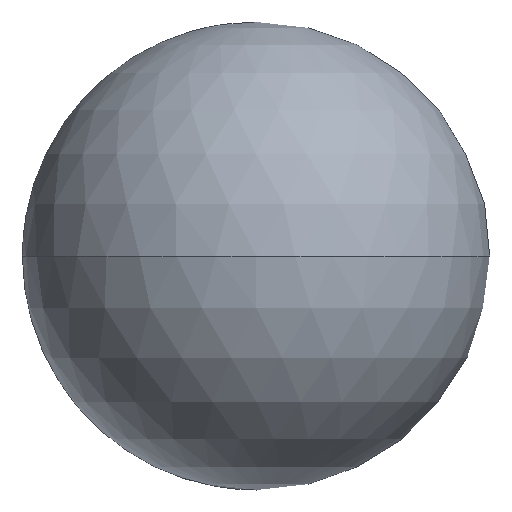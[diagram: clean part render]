
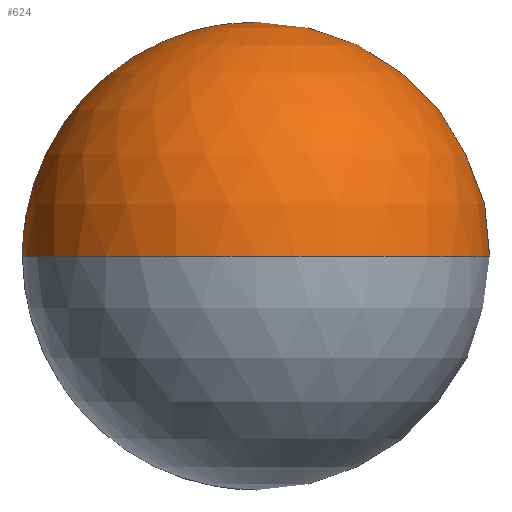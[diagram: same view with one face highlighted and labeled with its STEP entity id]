
A CAD part, left-side view. The second image highlights one B-rep face of the part: STEP entity #624.
In plain terms, the highlighted spherical face has radius 25 mm.
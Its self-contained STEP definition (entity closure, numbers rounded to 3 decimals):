
#16 = ORIENTED_EDGE ( 'NONE', *, *, #164, .T. ) ;
#17 = EDGE_CURVE ( 'NONE', #265, #214, #170, .T. ) ;
#35 = CIRCLE ( 'NONE', #596, 11.874 ) ;
#36 = EDGE_CURVE ( 'NONE', #265, #137, #35, .T. ) ;
#98 = ORIENTED_EDGE ( 'NONE', *, *, #17, .F. ) ;
#117 = ORIENTED_EDGE ( 'NONE', *, *, #36, .T. ) ;
#137 = VERTEX_POINT ( 'NONE', #537 ) ;
#164 = EDGE_CURVE ( 'NONE', #137, #214, #688, .T. ) ;
#169 = DIRECTION ( 'NONE',  ( 0., 0., -1. ) ) ;
#170 = CIRCLE ( 'NONE', #450, 25. ) ;
#199 = DIRECTION ( 'NONE',  ( -1., 0., 0. ) ) ;
#214 = VERTEX_POINT ( 'NONE', #433 ) ;
#232 = SPHERICAL_SURFACE ( 'NONE', #580, 25. ) ;
#259 = DIRECTION ( 'NONE',  ( 0., 0., 1. ) ) ;
#265 = VERTEX_POINT ( 'NONE', #534 ) ;
#318 = DIRECTION ( 'NONE',  ( 0., 1., 0. ) ) ;
#327 = CARTESIAN_POINT ( 'NONE',  ( 25., 0., 0. ) ) ;
#337 = DIRECTION ( 'NONE',  ( 1., 0., 0. ) ) ;
#364 = AXIS2_PLACEMENT_3D ( 'NONE', #327, #597, #337 ) ;
#365 = DIRECTION ( 'NONE',  ( 0., 0., -1. ) ) ;
#416 = EDGE_LOOP ( 'NONE', ( #98, #117, #16 ) ) ;
#417 = FACE_OUTER_BOUND ( 'NONE', #416, .T. ) ;
#433 = CARTESIAN_POINT ( 'NONE',  ( 0., 0., 0. ) ) ;
#450 = AXIS2_PLACEMENT_3D ( 'NONE', #642, #365, #318 ) ;
#512 = DIRECTION ( 'NONE',  ( 0., 1., 0. ) ) ;
#534 = CARTESIAN_POINT ( 'NONE',  ( 47., -11.874, 0. ) ) ;
#537 = CARTESIAN_POINT ( 'NONE',  ( 47., 11.874, 0. ) ) ;
#577 = CARTESIAN_POINT ( 'NONE',  ( 47., 0., 0. ) ) ;
#580 = AXIS2_PLACEMENT_3D ( 'NONE', #674, #169, #512 ) ;
#596 = AXIS2_PLACEMENT_3D ( 'NONE', #577, #199, #259 ) ;
#597 = DIRECTION ( 'NONE',  ( 0., 0., 1. ) ) ;
#624 = ADVANCED_FACE ( 'NONE', ( #417 ), #232, .T. ) ;
#642 = CARTESIAN_POINT ( 'NONE',  ( 25., 0., 0. ) ) ;
#674 = CARTESIAN_POINT ( 'NONE',  ( 25., 0., 0. ) ) ;
#688 = CIRCLE ( 'NONE', #364, 25. ) ;
